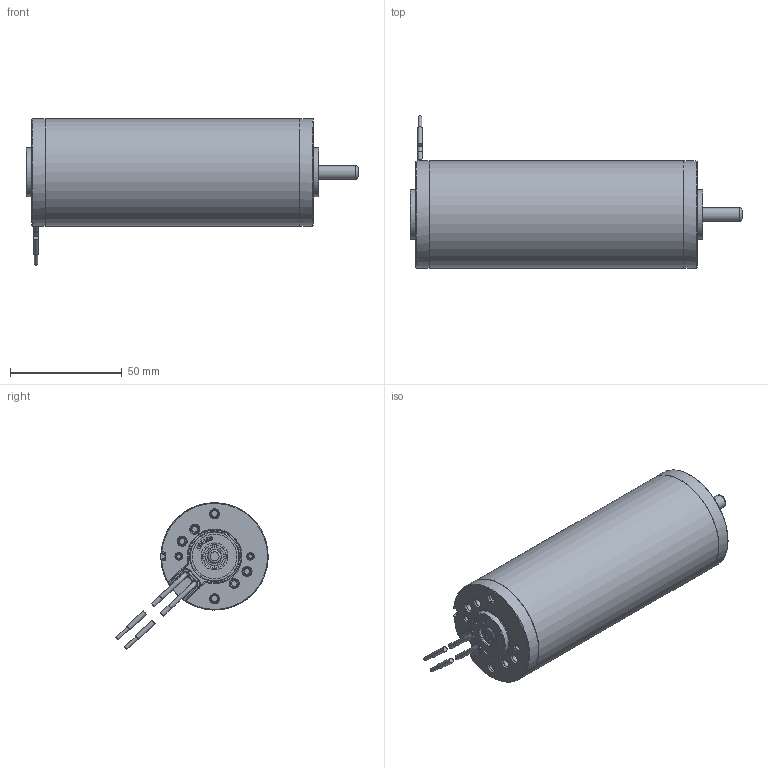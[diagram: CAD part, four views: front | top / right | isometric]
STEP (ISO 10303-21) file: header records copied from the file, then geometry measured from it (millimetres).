
FILE_DESCRIPTION(/* description */ (''),/* implementation_level */ '2;1');
FILE_NAME(/* name */ 'M48x60.stp',/* time_stamp */ '2014-01-31T11:42:27+01:00',/* author */ ('KÃ¤hlig'),/* organization */ ('KÃ¤hlig Antriebstechnik GmbH'),/* preprocessor_version */ 'ST-DEVELOPER v11',/* originating_system */ 'SIEMENS UGS NX 6.0',/* authorisation */ 'Weitergabe an dritte nicht zulÃ¤ssig');
FILE_SCHEMA (('AUTOMOTIVE_DESIGN { 1 0 10303 214 1 1 1 1 }'));
Length unit declared in the file: millimetre
Products named in the file (1): Schi3EFC9ga7
Bounding box: 148.5 x 68.18 x 65.54 mm (x, y, z)
Volume: 75978.2 mm3; surface area: 63614.7 mm2
Topology: 22 solids, 22 shells, 1391 faces, 3365 edges, 2085 vertices
Faces by surface type: plane 494, cylinder 416, torus 181, cone 123, extrusion 67, bspline 65, sphere 45
Full cylindrical faces by diameter (mm): 1 x2, 1.2 x4, 1.5 x3, 2.15 x2, 2.5 x6, 2.7 x2, 3 x2, 3.3 x6, 3.4 x2, 3.6 x6, 3.838 x2, 4 x4, 4.3 x2, 6 x3, 7 x2, 7.2 x2, 8.05 x4, 8.63 x4, 10 x2, 11.54 x4, 12 x2, 13.46 x4, 15.083 x4, 16 x1, 16.2 x1, 16.5 x1, 19 x4, 20 x2, 21.4 x1, 22 x2
Entity records: 47609 total; most frequent: CARTESIAN_POINT 16966, DIRECTION 6226, ORIENTED_EDGE 6054, EDGE_CURVE 3027, AXIS2_PLACEMENT_3D 2515, VERTEX_POINT 2022, EDGE_LOOP 1781, ADVANCED_FACE 1391
